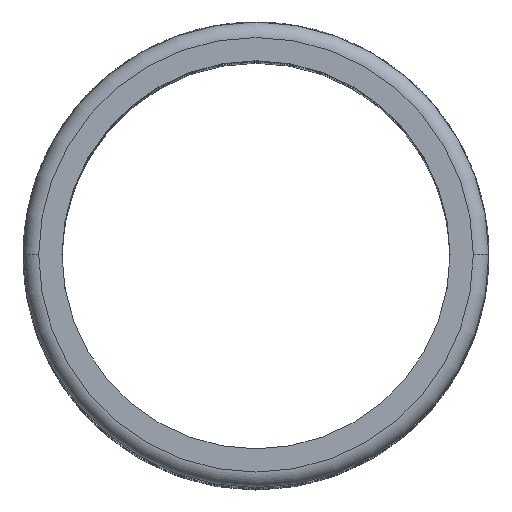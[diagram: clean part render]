
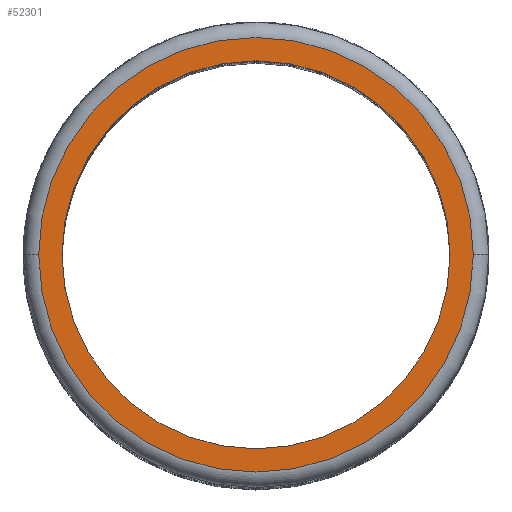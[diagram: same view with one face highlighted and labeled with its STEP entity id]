
A CAD part, top view. The second image highlights one B-rep face of the part: STEP entity #52301.
In plain terms, the highlighted planar face has unit normal (0, 0, 1).
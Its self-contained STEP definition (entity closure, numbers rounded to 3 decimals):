
#88 = ORIENTED_EDGE ( 'NONE', *, *, #59757, .T. ) ;
#7049 = AXIS2_PLACEMENT_3D ( 'NONE', #33695, #8976, #43647 ) ;
#7209 = AXIS2_PLACEMENT_3D ( 'NONE', #40979, #41180, #31222 ) ;
#8976 = DIRECTION ( 'NONE',  ( 0., 0., 1. ) ) ;
#9231 = DIRECTION ( 'NONE',  ( 1., 0., 0. ) ) ;
#9567 = EDGE_CURVE ( 'NONE', #38324, #47108, #13905, .T. ) ;
#11730 = ORIENTED_EDGE ( 'NONE', *, *, #9567, .F. ) ;
#13905 = CIRCLE ( 'NONE', #7209, 12.5 ) ;
#13992 = CARTESIAN_POINT ( 'NONE',  ( 14., 0., 0. ) ) ;
#15279 = CARTESIAN_POINT ( 'NONE',  ( 12.5, 0., 0. ) ) ;
#20229 = CIRCLE ( 'NONE', #48700, 14. ) ;
#21822 = EDGE_LOOP ( 'NONE', ( #88, #61579 ) ) ;
#24708 = ORIENTED_EDGE ( 'NONE', *, *, #64327, .F. ) ;
#27821 = CARTESIAN_POINT ( 'NONE',  ( -12.5, 0., 0. ) ) ;
#27925 = DIRECTION ( 'NONE',  ( 1., 0., 0. ) ) ;
#30145 = AXIS2_PLACEMENT_3D ( 'NONE', #58867, #38948, #9231 ) ;
#31222 = DIRECTION ( 'NONE',  ( 1., 0., 0. ) ) ;
#31754 = FACE_OUTER_BOUND ( 'NONE', #21822, .T. ) ;
#32874 = CIRCLE ( 'NONE', #50352, 14. ) ;
#33695 = CARTESIAN_POINT ( 'NONE',  ( 0., 0., 0. ) ) ;
#34068 = FACE_BOUND ( 'NONE', #45630, .T. ) ;
#35656 = DIRECTION ( 'NONE',  ( 0., 0., 1. ) ) ;
#38324 = VERTEX_POINT ( 'NONE', #15279 ) ;
#38948 = DIRECTION ( 'NONE',  ( 0., 0., 1. ) ) ;
#39423 = VERTEX_POINT ( 'NONE', #13992 ) ;
#40979 = CARTESIAN_POINT ( 'NONE',  ( 0., 0., 0. ) ) ;
#41071 = EDGE_CURVE ( 'NONE', #47987, #39423, #20229, .T. ) ;
#41180 = DIRECTION ( 'NONE',  ( 0., 0., 1. ) ) ;
#42080 = CIRCLE ( 'NONE', #30145, 12.5 ) ;
#43647 = DIRECTION ( 'NONE',  ( 1., 0., 0. ) ) ;
#45630 = EDGE_LOOP ( 'NONE', ( #11730, #24708 ) ) ;
#47108 = VERTEX_POINT ( 'NONE', #27821 ) ;
#47987 = VERTEX_POINT ( 'NONE', #49966 ) ;
#48700 = AXIS2_PLACEMENT_3D ( 'NONE', #50581, #35656, #55969 ) ;
#49966 = CARTESIAN_POINT ( 'NONE',  ( -14., 0., 0. ) ) ;
#50352 = AXIS2_PLACEMENT_3D ( 'NONE', #52399, #62153, #27925 ) ;
#50581 = CARTESIAN_POINT ( 'NONE',  ( 0., 0., 0. ) ) ;
#52301 = ADVANCED_FACE ( 'NONE', ( #31754, #34068 ), #63378, .T. ) ;
#52399 = CARTESIAN_POINT ( 'NONE',  ( 0., 0., 0. ) ) ;
#55969 = DIRECTION ( 'NONE',  ( 1., 0., 0. ) ) ;
#58867 = CARTESIAN_POINT ( 'NONE',  ( 0., 0., 0. ) ) ;
#59757 = EDGE_CURVE ( 'NONE', #39423, #47987, #32874, .T. ) ;
#61579 = ORIENTED_EDGE ( 'NONE', *, *, #41071, .T. ) ;
#62153 = DIRECTION ( 'NONE',  ( 0., 0., 1. ) ) ;
#63378 = PLANE ( 'NONE',  #7049 ) ;
#64327 = EDGE_CURVE ( 'NONE', #47108, #38324, #42080, .T. ) ;
